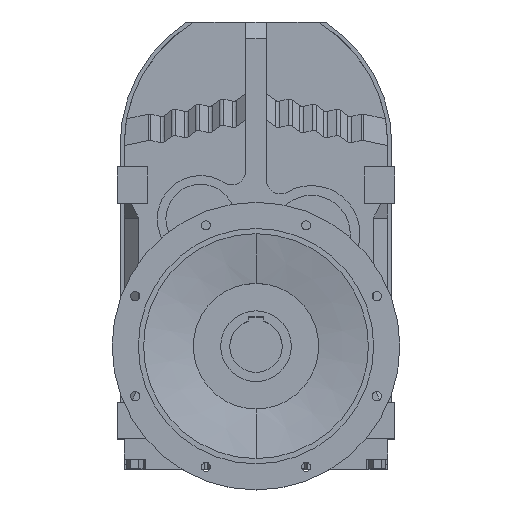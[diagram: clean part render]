
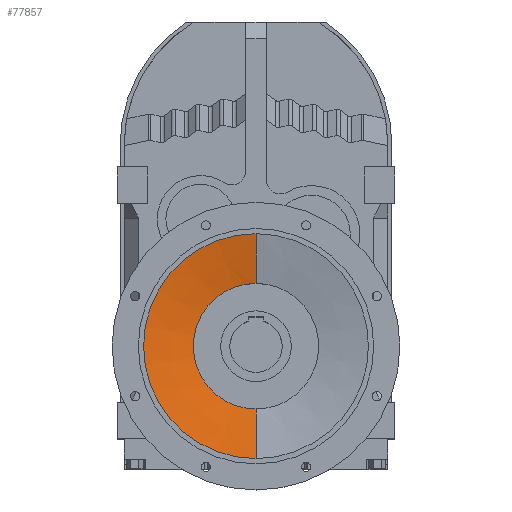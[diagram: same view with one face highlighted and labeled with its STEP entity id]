
A CAD part, top view. The second image highlights one B-rep face of the part: STEP entity #77857.
In plain terms, the highlighted conical face has half-angle 78.98 degrees and reference radius 215 mm.
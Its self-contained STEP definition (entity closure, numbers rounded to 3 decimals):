
#77494 = CYLINDRICAL_SURFACE('',#77495,215.);
#77495 = AXIS2_PLACEMENT_3D('',#77496,#77497,#77498);
#77496 = CARTESIAN_POINT('',(0.,-382.6,0.));
#77497 = DIRECTION('',(0.,0.,-1.));
#77498 = DIRECTION('',(0.,1.,0.));
#77561 = CYLINDRICAL_SURFACE('',#77562,120.);
#77562 = AXIS2_PLACEMENT_3D('',#77563,#77564,#77565);
#77563 = CARTESIAN_POINT('',(0.,-382.6,0.));
#77564 = DIRECTION('',(0.,0.,-1.));
#77565 = DIRECTION('',(0.,1.,0.));
#77577 = VERTEX_POINT('',#77578);
#77578 = CARTESIAN_POINT('',(0.,-167.6,414.));
#77597 = EDGE_CURVE('',#77598,#77577,#77600,.T.);
#77598 = VERTEX_POINT('',#77599);
#77599 = CARTESIAN_POINT('',(0.,-597.6,414.));
#77600 = SURFACE_CURVE('',#77601,(#77606,#77612),.PCURVE_S1.);
#77601 = CIRCLE('',#77602,215.);
#77602 = AXIS2_PLACEMENT_3D('',#77603,#77604,#77605);
#77603 = CARTESIAN_POINT('',(0.,-382.6,414.));
#77604 = DIRECTION('',(0.,0.,-1.));
#77605 = DIRECTION('',(0.,1.,0.));
#77606 = PCURVE('',#77494,#77607);
#77607 = DEFINITIONAL_REPRESENTATION('',(#77608),#77611);
#77608 = B_SPLINE_CURVE_WITH_KNOTS('',1,(#77609,#77610),.UNSPECIFIED.,
  .F.,.F.,(2,2),(3.142,6.283),.PIECEWISE_BEZIER_KNOTS.);
#77609 = CARTESIAN_POINT('',(3.142,-414.));
#77610 = CARTESIAN_POINT('',(6.283,-414.));
#77611 = ( GEOMETRIC_REPRESENTATION_CONTEXT(2) 
PARAMETRIC_REPRESENTATION_CONTEXT() REPRESENTATION_CONTEXT('2D SPACE',''
  ) );
#77612 = PCURVE('',#77613,#77618);
#77613 = CONICAL_SURFACE('',#77614,215.,1.378);
#77614 = AXIS2_PLACEMENT_3D('',#77615,#77616,#77617);
#77615 = CARTESIAN_POINT('',(0.,-382.6,414.));
#77616 = DIRECTION('',(0.,0.,1.));
#77617 = DIRECTION('',(0.,-1.,0.));
#77618 = DEFINITIONAL_REPRESENTATION('',(#77619),#77645);
#77619 = B_SPLINE_CURVE_WITH_KNOTS('',3,(#77620,#77621,#77622,#77623,
    #77624,#77625,#77626,#77627,#77628,#77629,#77630,#77631,#77632,
    #77633,#77634,#77635,#77636,#77637,#77638,#77639,#77640,#77641,
    #77642,#77643,#77644),.UNSPECIFIED.,.F.,.F.,(4,1,1,1,1,1,1,1,1,1,1,1
    ,1,1,1,1,1,1,1,1,1,1,4),(3.142,3.284,3.427
    ,3.57,3.713,3.856,3.998,
    4.141,4.284,4.427,4.57,
    4.712,4.855,4.998,5.141,
    5.284,5.426,5.569,5.712,
    5.855,5.998,6.14,6.283),
  .QUASI_UNIFORM_KNOTS.);
#77620 = CARTESIAN_POINT('',(6.283,0.));
#77621 = CARTESIAN_POINT('',(6.236,0.));
#77622 = CARTESIAN_POINT('',(6.14,0.));
#77623 = CARTESIAN_POINT('',(5.998,0.));
#77624 = CARTESIAN_POINT('',(5.855,0.));
#77625 = CARTESIAN_POINT('',(5.712,0.));
#77626 = CARTESIAN_POINT('',(5.569,0.));
#77627 = CARTESIAN_POINT('',(5.426,0.));
#77628 = CARTESIAN_POINT('',(5.284,0.));
#77629 = CARTESIAN_POINT('',(5.141,0.));
#77630 = CARTESIAN_POINT('',(4.998,0.));
#77631 = CARTESIAN_POINT('',(4.855,0.));
#77632 = CARTESIAN_POINT('',(4.712,0.));
#77633 = CARTESIAN_POINT('',(4.57,0.));
#77634 = CARTESIAN_POINT('',(4.427,0.));
#77635 = CARTESIAN_POINT('',(4.284,0.));
#77636 = CARTESIAN_POINT('',(4.141,0.));
#77637 = CARTESIAN_POINT('',(3.998,0.));
#77638 = CARTESIAN_POINT('',(3.856,0.));
#77639 = CARTESIAN_POINT('',(3.713,0.));
#77640 = CARTESIAN_POINT('',(3.57,0.));
#77641 = CARTESIAN_POINT('',(3.427,0.));
#77642 = CARTESIAN_POINT('',(3.284,0.));
#77643 = CARTESIAN_POINT('',(3.189,0.));
#77644 = CARTESIAN_POINT('',(3.142,0.));
#77645 = ( GEOMETRIC_REPRESENTATION_CONTEXT(2) 
PARAMETRIC_REPRESENTATION_CONTEXT() REPRESENTATION_CONTEXT('2D SPACE',''
  ) );
#77684 = CONICAL_SURFACE('',#77685,215.,1.378);
#77685 = AXIS2_PLACEMENT_3D('',#77686,#77687,#77688);
#77686 = CARTESIAN_POINT('',(0.,-382.6,414.));
#77687 = DIRECTION('',(0.,0.,1.));
#77688 = DIRECTION('',(0.,-1.,0.));
#77723 = EDGE_CURVE('',#77724,#77726,#77728,.T.);
#77724 = VERTEX_POINT('',#77725);
#77725 = CARTESIAN_POINT('',(0.,-502.6,395.5));
#77726 = VERTEX_POINT('',#77727);
#77727 = CARTESIAN_POINT('',(0.,-262.6,395.5));
#77728 = SURFACE_CURVE('',#77729,(#77734,#77740),.PCURVE_S1.);
#77729 = CIRCLE('',#77730,120.);
#77730 = AXIS2_PLACEMENT_3D('',#77731,#77732,#77733);
#77731 = CARTESIAN_POINT('',(0.,-382.6,395.5));
#77732 = DIRECTION('',(0.,0.,-1.));
#77733 = DIRECTION('',(0.,1.,0.));
#77734 = PCURVE('',#77561,#77735);
#77735 = DEFINITIONAL_REPRESENTATION('',(#77736),#77739);
#77736 = B_SPLINE_CURVE_WITH_KNOTS('',1,(#77737,#77738),.UNSPECIFIED.,
  .F.,.F.,(2,2),(3.142,6.283),.PIECEWISE_BEZIER_KNOTS.);
#77737 = CARTESIAN_POINT('',(3.142,-395.5));
#77738 = CARTESIAN_POINT('',(6.283,-395.5));
#77739 = ( GEOMETRIC_REPRESENTATION_CONTEXT(2) 
PARAMETRIC_REPRESENTATION_CONTEXT() REPRESENTATION_CONTEXT('2D SPACE',''
  ) );
#77740 = PCURVE('',#77613,#77741);
#77741 = DEFINITIONAL_REPRESENTATION('',(#77742),#77768);
#77742 = B_SPLINE_CURVE_WITH_KNOTS('',3,(#77743,#77744,#77745,#77746,
    #77747,#77748,#77749,#77750,#77751,#77752,#77753,#77754,#77755,
    #77756,#77757,#77758,#77759,#77760,#77761,#77762,#77763,#77764,
    #77765,#77766,#77767),.UNSPECIFIED.,.F.,.F.,(4,1,1,1,1,1,1,1,1,1,1,1
    ,1,1,1,1,1,1,1,1,1,1,4),(3.142,3.284,3.427
    ,3.57,3.713,3.856,3.998,
    4.141,4.284,4.427,4.57,
    4.712,4.855,4.998,5.141,
    5.284,5.426,5.569,5.712,
    5.855,5.998,6.14,6.283),
  .QUASI_UNIFORM_KNOTS.);
#77743 = CARTESIAN_POINT('',(6.283,-18.5));
#77744 = CARTESIAN_POINT('',(6.236,-18.5));
#77745 = CARTESIAN_POINT('',(6.14,-18.5));
#77746 = CARTESIAN_POINT('',(5.998,-18.5));
#77747 = CARTESIAN_POINT('',(5.855,-18.5));
#77748 = CARTESIAN_POINT('',(5.712,-18.5));
#77749 = CARTESIAN_POINT('',(5.569,-18.5));
#77750 = CARTESIAN_POINT('',(5.426,-18.5));
#77751 = CARTESIAN_POINT('',(5.284,-18.5));
#77752 = CARTESIAN_POINT('',(5.141,-18.5));
#77753 = CARTESIAN_POINT('',(4.998,-18.5));
#77754 = CARTESIAN_POINT('',(4.855,-18.5));
#77755 = CARTESIAN_POINT('',(4.712,-18.5));
#77756 = CARTESIAN_POINT('',(4.57,-18.5));
#77757 = CARTESIAN_POINT('',(4.427,-18.5));
#77758 = CARTESIAN_POINT('',(4.284,-18.5));
#77759 = CARTESIAN_POINT('',(4.141,-18.5));
#77760 = CARTESIAN_POINT('',(3.998,-18.5));
#77761 = CARTESIAN_POINT('',(3.856,-18.5));
#77762 = CARTESIAN_POINT('',(3.713,-18.5));
#77763 = CARTESIAN_POINT('',(3.57,-18.5));
#77764 = CARTESIAN_POINT('',(3.427,-18.5));
#77765 = CARTESIAN_POINT('',(3.284,-18.5));
#77766 = CARTESIAN_POINT('',(3.189,-18.5));
#77767 = CARTESIAN_POINT('',(3.142,-18.5));
#77768 = ( GEOMETRIC_REPRESENTATION_CONTEXT(2) 
PARAMETRIC_REPRESENTATION_CONTEXT() REPRESENTATION_CONTEXT('2D SPACE',''
  ) );
#77857 = ADVANCED_FACE('',(#77858),#77613,.F.);
#77858 = FACE_BOUND('',#77859,.F.);
#77859 = EDGE_LOOP('',(#77860,#77861,#77880,#77881));
#77860 = ORIENTED_EDGE('',*,*,#77723,.F.);
#77861 = ORIENTED_EDGE('',*,*,#77862,.T.);
#77862 = EDGE_CURVE('',#77724,#77598,#77863,.T.);
#77863 = SURFACE_CURVE('',#77864,(#77868,#77874),.PCURVE_S1.);
#77864 = LINE('',#77865,#77866);
#77865 = CARTESIAN_POINT('',(0.,-597.6,414.));
#77866 = VECTOR('',#77867,1.);
#77867 = DIRECTION('',(0.,-0.982,0.191));
#77868 = PCURVE('',#77613,#77869);
#77869 = DEFINITIONAL_REPRESENTATION('',(#77870),#77873);
#77870 = B_SPLINE_CURVE_WITH_KNOTS('',1,(#77871,#77872),.UNSPECIFIED.,
  .F.,.F.,(2,2),(-96.785,0.),
  .PIECEWISE_BEZIER_KNOTS.);
#77871 = CARTESIAN_POINT('',(6.283,-18.5));
#77872 = CARTESIAN_POINT('',(6.283,0.));
#77873 = ( GEOMETRIC_REPRESENTATION_CONTEXT(2) 
PARAMETRIC_REPRESENTATION_CONTEXT() REPRESENTATION_CONTEXT('2D SPACE',''
  ) );
#77874 = PCURVE('',#77684,#77875);
#77875 = DEFINITIONAL_REPRESENTATION('',(#77876),#77879);
#77876 = B_SPLINE_CURVE_WITH_KNOTS('',1,(#77877,#77878),.UNSPECIFIED.,
  .F.,.F.,(2,2),(-96.785,0.),
  .PIECEWISE_BEZIER_KNOTS.);
#77877 = CARTESIAN_POINT('',(0.,-18.5));
#77878 = CARTESIAN_POINT('',(0.,0.));
#77879 = ( GEOMETRIC_REPRESENTATION_CONTEXT(2) 
PARAMETRIC_REPRESENTATION_CONTEXT() REPRESENTATION_CONTEXT('2D SPACE',''
  ) );
#77880 = ORIENTED_EDGE('',*,*,#77597,.T.);
#77881 = ORIENTED_EDGE('',*,*,#77882,.F.);
#77882 = EDGE_CURVE('',#77726,#77577,#77883,.T.);
#77883 = SURFACE_CURVE('',#77884,(#77888,#77894),.PCURVE_S1.);
#77884 = LINE('',#77885,#77886);
#77885 = CARTESIAN_POINT('',(0.,-167.6,414.));
#77886 = VECTOR('',#77887,1.);
#77887 = DIRECTION('',(0.,0.982,0.191)
  );
#77888 = PCURVE('',#77613,#77889);
#77889 = DEFINITIONAL_REPRESENTATION('',(#77890),#77893);
#77890 = B_SPLINE_CURVE_WITH_KNOTS('',1,(#77891,#77892),.UNSPECIFIED.,
  .F.,.F.,(2,2),(-96.785,0.),
  .PIECEWISE_BEZIER_KNOTS.);
#77891 = CARTESIAN_POINT('',(3.142,-18.5));
#77892 = CARTESIAN_POINT('',(3.142,0.));
#77893 = ( GEOMETRIC_REPRESENTATION_CONTEXT(2) 
PARAMETRIC_REPRESENTATION_CONTEXT() REPRESENTATION_CONTEXT('2D SPACE',''
  ) );
#77894 = PCURVE('',#77684,#77895);
#77895 = DEFINITIONAL_REPRESENTATION('',(#77896),#77899);
#77896 = B_SPLINE_CURVE_WITH_KNOTS('',1,(#77897,#77898),.UNSPECIFIED.,
  .F.,.F.,(2,2),(-96.785,0.),
  .PIECEWISE_BEZIER_KNOTS.);
#77897 = CARTESIAN_POINT('',(3.142,-18.5));
#77898 = CARTESIAN_POINT('',(3.142,0.));
#77899 = ( GEOMETRIC_REPRESENTATION_CONTEXT(2) 
PARAMETRIC_REPRESENTATION_CONTEXT() REPRESENTATION_CONTEXT('2D SPACE',''
  ) );
